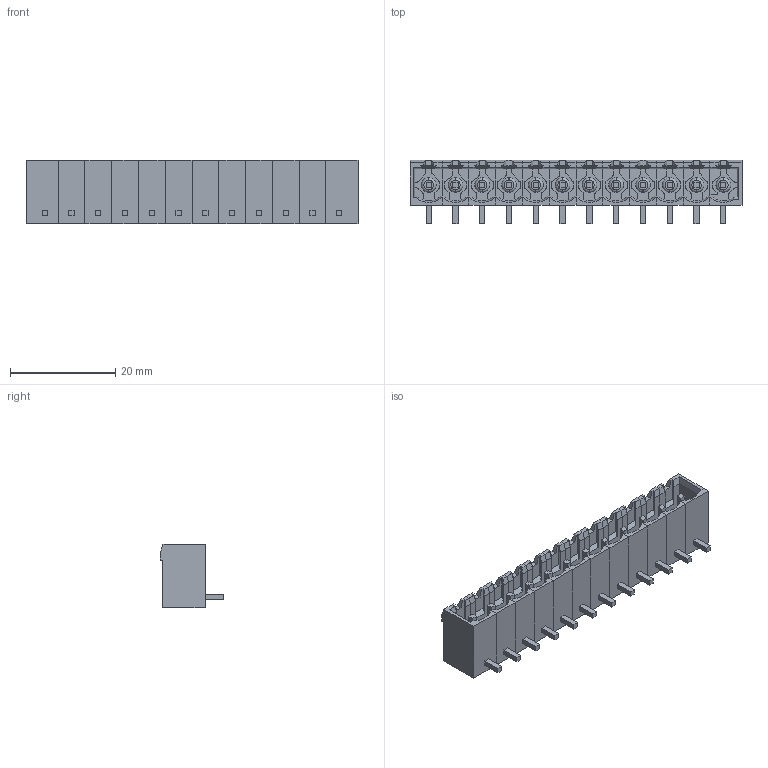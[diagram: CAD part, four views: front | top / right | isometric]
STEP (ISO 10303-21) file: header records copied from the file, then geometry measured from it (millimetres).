
FILE_DESCRIPTION(('STEP AP214'),'1');
FILE_NAME('20020110h121a01lf.stp','2020-03-24T14:17:02',('TraceParts'),('TraceParts S.A.'),'Spatial InterOp 3D',' ',' ');
FILE_SCHEMA(('AUTOMOTIVE_DESIGN { 1 0 10303 214 1 1 1 1 }'));
Length unit declared in the file: millimetre
Products named in the file (1): 20020110h121a01lf_1
Bounding box: 62.96 x 12 x 12 mm (x, y, z)
Volume: 2878.8 mm3; surface area: 6112.1 mm2
Topology: 12 solids, 12 shells, 879 faces, 2357 edges, 1538 vertices
Faces by surface type: plane 603, cylinder 204, torus 48, cone 24
Entity records: 27834 total; most frequent: CARTESIAN_POINT 5605, ORIENTED_EDGE 4714, DIRECTION 4485, EDGE_CURVE 2357, LINE 1769, VECTOR 1769, VERTEX_POINT 1538, AXIS2_PLACEMENT_3D 1358
